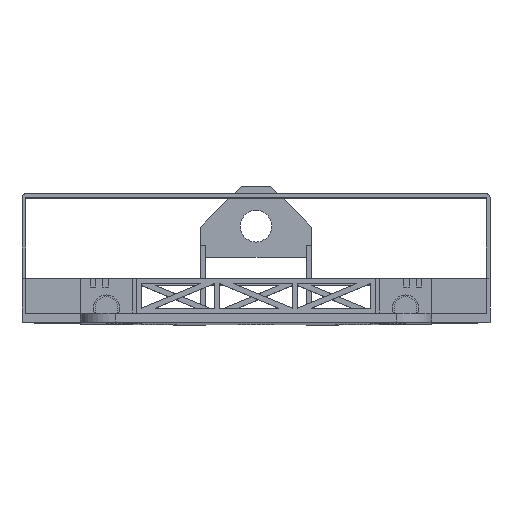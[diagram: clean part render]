
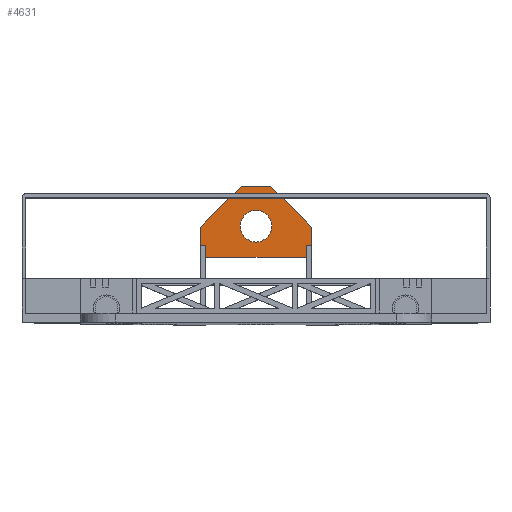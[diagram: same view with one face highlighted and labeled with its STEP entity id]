
A CAD part, top view. The second image highlights one B-rep face of the part: STEP entity #4631.
In plain terms, the highlighted planar face has unit normal (0, 0, 1).
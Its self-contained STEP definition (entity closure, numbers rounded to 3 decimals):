
#155 = ORIENTED_EDGE ( 'NONE', *, *, #11729, .T. ) ;
#255 = DIRECTION ( 'NONE',  ( 0., 0., 1. ) ) ;
#945 = CARTESIAN_POINT ( 'NONE',  ( -31.5, 45., -656.4 ) ) ;
#1481 = CARTESIAN_POINT ( 'NONE',  ( 28.5, 38.598, -656.4 ) ) ;
#1519 = CARTESIAN_POINT ( 'NONE',  ( -28.5, 38.598, -656.4 ) ) ;
#1628 = CARTESIAN_POINT ( 'NONE',  ( -8.5, 78.709, -656.4 ) ) ;
#1719 = CARTESIAN_POINT ( 'NONE',  ( -8.5, 78.709, -656.4 ) ) ;
#1934 = LINE ( 'NONE', #1719, #6924 ) ;
#2036 = VERTEX_POINT ( 'NONE', #10172 ) ;
#2083 = VERTEX_POINT ( 'NONE', #6640 ) ;
#2118 = EDGE_CURVE ( 'NONE', #6037, #5426, #1934, .T. ) ;
#2149 = PLANE ( 'NONE',  #11244 ) ;
#2323 = VERTEX_POINT ( 'NONE', #13758 ) ;
#2354 = DIRECTION ( 'NONE',  ( -1., 0., 0. ) ) ;
#2436 = CARTESIAN_POINT ( 'NONE',  ( 0., 56.306, -656.4 ) ) ;
#2537 = EDGE_CURVE ( 'NONE', #8001, #11387, #11488, .T. ) ;
#2633 = CARTESIAN_POINT ( 'NONE',  ( 45.354, 45., -656.4 ) ) ;
#2928 = ORIENTED_EDGE ( 'NONE', *, *, #11556, .T. ) ;
#2940 = DIRECTION ( 'NONE',  ( 1., 0., 0. ) ) ;
#3113 = AXIS2_PLACEMENT_3D ( 'NONE', #7700, #11985, #2354 ) ;
#3264 = CARTESIAN_POINT ( 'NONE',  ( 28.5, 38.598, -656.4 ) ) ;
#3315 = CIRCLE ( 'NONE', #9609, 9. ) ;
#3342 = CARTESIAN_POINT ( 'NONE',  ( -31.5, 55.709, -656.4 ) ) ;
#3384 = EDGE_CURVE ( 'NONE', #6037, #12233, #4769, .T. ) ;
#3489 = CARTESIAN_POINT ( 'NONE',  ( 31.5, 58.709, -656.4 ) ) ;
#3756 = DIRECTION ( 'NONE',  ( -0.707, -0.707, 0. ) ) ;
#3937 = CARTESIAN_POINT ( 'NONE',  ( 31.5, 45., -656.4 ) ) ;
#4011 = VERTEX_POINT ( 'NONE', #7600 ) ;
#4145 = DIRECTION ( 'NONE',  ( -0.707, 0.707, 0. ) ) ;
#4329 = EDGE_CURVE ( 'NONE', #7543, #12233, #9509, .T. ) ;
#4631 = ADVANCED_FACE ( 'NONE', ( #12915, #6503 ), #2149, .F. ) ;
#4679 = VERTEX_POINT ( 'NONE', #3342 ) ;
#4769 = LINE ( 'NONE', #13418, #5987 ) ;
#4906 = VECTOR ( 'NONE', #2940, 1000. ) ;
#5048 = EDGE_CURVE ( 'NONE', #7616, #9515, #10747, .T. ) ;
#5098 = VECTOR ( 'NONE', #11413, 1000. ) ;
#5271 = ORIENTED_EDGE ( 'NONE', *, *, #12006, .F. ) ;
#5417 = VECTOR ( 'NONE', #5945, 1000. ) ;
#5426 = VERTEX_POINT ( 'NONE', #9612 ) ;
#5527 = DIRECTION ( 'NONE',  ( 0., 1., 0. ) ) ;
#5529 = CARTESIAN_POINT ( 'NONE',  ( -28.5, 58.709, -656.4 ) ) ;
#5875 = LINE ( 'NONE', #2633, #5417 ) ;
#5930 = ORIENTED_EDGE ( 'NONE', *, *, #9864, .T. ) ;
#5945 = DIRECTION ( 'NONE',  ( -1., 0., 0. ) ) ;
#5987 = VECTOR ( 'NONE', #6034, 1000. ) ;
#6034 = DIRECTION ( 'NONE',  ( 1., 0., 0. ) ) ;
#6037 = VERTEX_POINT ( 'NONE', #1628 ) ;
#6042 = ORIENTED_EDGE ( 'NONE', *, *, #2118, .T. ) ;
#6098 = ORIENTED_EDGE ( 'NONE', *, *, #3384, .F. ) ;
#6503 = FACE_OUTER_BOUND ( 'NONE', #10232, .T. ) ;
#6526 = EDGE_CURVE ( 'NONE', #9515, #7543, #13713, .T. ) ;
#6640 = CARTESIAN_POINT ( 'NONE',  ( 9., 56.306, -656.4 ) ) ;
#6657 = LINE ( 'NONE', #5529, #7175 ) ;
#6729 = DIRECTION ( 'NONE',  ( -0.707, -0.707, 0. ) ) ;
#6924 = VECTOR ( 'NONE', #3756, 1000. ) ;
#7175 = VECTOR ( 'NONE', #6729, 1000. ) ;
#7248 = ORIENTED_EDGE ( 'NONE', *, *, #9420, .F. ) ;
#7259 = LINE ( 'NONE', #13731, #11639 ) ;
#7359 = LINE ( 'NONE', #8421, #4906 ) ;
#7543 = VERTEX_POINT ( 'NONE', #7729 ) ;
#7600 = CARTESIAN_POINT ( 'NONE',  ( 28.5, 45., -656.4 ) ) ;
#7616 = VERTEX_POINT ( 'NONE', #3937 ) ;
#7700 = CARTESIAN_POINT ( 'NONE',  ( 0., 56.306, -656.4 ) ) ;
#7729 = CARTESIAN_POINT ( 'NONE',  ( 28.5, 58.709, -656.4 ) ) ;
#8001 = VERTEX_POINT ( 'NONE', #12217 ) ;
#8110 = ORIENTED_EDGE ( 'NONE', *, *, #12455, .T. ) ;
#8172 = ORIENTED_EDGE ( 'NONE', *, *, #5048, .T. ) ;
#8421 = CARTESIAN_POINT ( 'NONE',  ( -45.354, 45., -656.4 ) ) ;
#8470 = DIRECTION ( 'NONE',  ( 0., 1., 0. ) ) ;
#8575 = CARTESIAN_POINT ( 'NONE',  ( 28.5, 58.709, -656.4 ) ) ;
#8710 = ORIENTED_EDGE ( 'NONE', *, *, #4329, .T. ) ;
#8985 = LINE ( 'NONE', #1519, #9175 ) ;
#9054 = DIRECTION ( 'NONE',  ( -1., 0., 0. ) ) ;
#9175 = VECTOR ( 'NONE', #12281, 1000. ) ;
#9221 = ORIENTED_EDGE ( 'NONE', *, *, #13462, .F. ) ;
#9264 = CARTESIAN_POINT ( 'NONE',  ( 8.5, 78.709, -656.4 ) ) ;
#9420 = EDGE_CURVE ( 'NONE', #2323, #2083, #3315, .T. ) ;
#9509 = LINE ( 'NONE', #13854, #11897 ) ;
#9515 = VERTEX_POINT ( 'NONE', #12424 ) ;
#9609 = AXIS2_PLACEMENT_3D ( 'NONE', #2436, #255, #9054 ) ;
#9612 = CARTESIAN_POINT ( 'NONE',  ( -28.5, 58.709, -656.4 ) ) ;
#9864 = EDGE_CURVE ( 'NONE', #4679, #11240, #7259, .T. ) ;
#9931 = ORIENTED_EDGE ( 'NONE', *, *, #11792, .T. ) ;
#9977 = ORIENTED_EDGE ( 'NONE', *, *, #6526, .T. ) ;
#10172 = CARTESIAN_POINT ( 'NONE',  ( -28.5, 45., -656.4 ) ) ;
#10232 = EDGE_LOOP ( 'NONE', ( #8172, #9977, #8710, #6098, #6042, #2928, #5930, #9931, #155, #13159, #8110, #9221 ) ) ;
#10496 = DIRECTION ( 'NONE',  ( 0., -1., 0. ) ) ;
#10604 = DIRECTION ( 'NONE',  ( 0., 0., -1. ) ) ;
#10747 = LINE ( 'NONE', #3489, #11919 ) ;
#11006 = VECTOR ( 'NONE', #8470, 1000. ) ;
#11240 = VERTEX_POINT ( 'NONE', #945 ) ;
#11244 = AXIS2_PLACEMENT_3D ( 'NONE', #13830, #10604, #12774 ) ;
#11387 = VERTEX_POINT ( 'NONE', #1481 ) ;
#11413 = DIRECTION ( 'NONE',  ( 1., 0., 0. ) ) ;
#11488 = LINE ( 'NONE', #13662, #5098 ) ;
#11556 = EDGE_CURVE ( 'NONE', #5426, #4679, #6657, .T. ) ;
#11639 = VECTOR ( 'NONE', #10496, 1000. ) ;
#11640 = CIRCLE ( 'NONE', #3113, 9. ) ;
#11729 = EDGE_CURVE ( 'NONE', #2036, #8001, #8985, .T. ) ;
#11757 = VECTOR ( 'NONE', #4145, 1000. ) ;
#11792 = EDGE_CURVE ( 'NONE', #11240, #2036, #7359, .T. ) ;
#11807 = DIRECTION ( 'NONE',  ( -0.707, 0.707, 0. ) ) ;
#11897 = VECTOR ( 'NONE', #11807, 1000. ) ;
#11919 = VECTOR ( 'NONE', #5527, 1000. ) ;
#11985 = DIRECTION ( 'NONE',  ( 0., 0., 1. ) ) ;
#12006 = EDGE_CURVE ( 'NONE', #2083, #2323, #11640, .T. ) ;
#12217 = CARTESIAN_POINT ( 'NONE',  ( -28.5, 38.598, -656.4 ) ) ;
#12233 = VERTEX_POINT ( 'NONE', #9264 ) ;
#12281 = DIRECTION ( 'NONE',  ( 0., -1., 0. ) ) ;
#12424 = CARTESIAN_POINT ( 'NONE',  ( 31.5, 55.709, -656.4 ) ) ;
#12432 = EDGE_LOOP ( 'NONE', ( #7248, #5271 ) ) ;
#12455 = EDGE_CURVE ( 'NONE', #11387, #4011, #12905, .T. ) ;
#12774 = DIRECTION ( 'NONE',  ( -1., 0., 0. ) ) ;
#12905 = LINE ( 'NONE', #3264, #11006 ) ;
#12915 = FACE_BOUND ( 'NONE', #12432, .T. ) ;
#13159 = ORIENTED_EDGE ( 'NONE', *, *, #2537, .T. ) ;
#13418 = CARTESIAN_POINT ( 'NONE',  ( -68.661, 78.709, -656.4 ) ) ;
#13462 = EDGE_CURVE ( 'NONE', #7616, #4011, #5875, .T. ) ;
#13662 = CARTESIAN_POINT ( 'NONE',  ( -68.661, 38.598, -656.4 ) ) ;
#13713 = LINE ( 'NONE', #8575, #11757 ) ;
#13731 = CARTESIAN_POINT ( 'NONE',  ( -31.5, 45., -656.4 ) ) ;
#13758 = CARTESIAN_POINT ( 'NONE',  ( -9., 56.306, -656.4 ) ) ;
#13830 = CARTESIAN_POINT ( 'NONE',  ( -68.661, 38.598, -656.4 ) ) ;
#13854 = CARTESIAN_POINT ( 'NONE',  ( 8.5, 78.709, -656.4 ) ) ;
